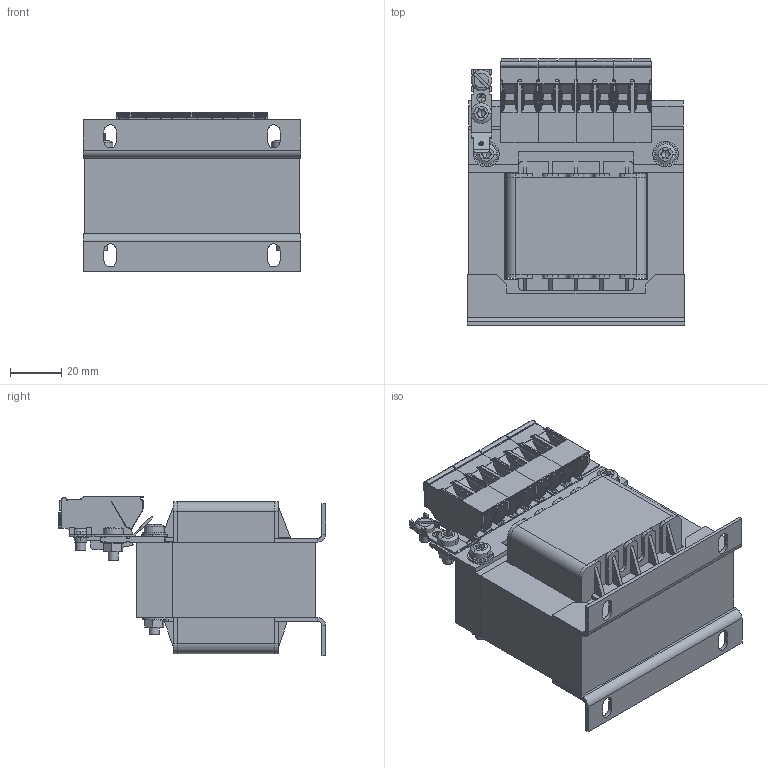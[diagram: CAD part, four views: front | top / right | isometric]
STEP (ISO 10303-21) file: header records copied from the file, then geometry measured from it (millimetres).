
FILE_DESCRIPTION (( 'STEP AP214' ), '1' );
FILE_NAME ('146179.STEP', '2020-05-28T20:15:38', ( '' ), ( '' ), 'SwSTEP 2.0', 'SolidWorks 2018', '' );
FILE_SCHEMA (( 'AUTOMOTIVE_DESIGN' ));
Length unit declared in the file: millimetre
Products named in the file (1): 146179
Bounding box: 85 x 104.5 x 62.5 mm (x, y, z)
Volume: 269653.1 mm3; surface area: 69435.3 mm2
Topology: 2 solids, 2 shells, 3450 faces, 9419 edges, 5862 vertices
Faces by surface type: plane 2137, cylinder 915, bspline 305, cone 44, torus 43, sphere 6
Entity records: 122867 total; most frequent: CARTESIAN_POINT 32328, ORIENTED_EDGE 18726, DIRECTION 15849, EDGE_CURVE 9363, VECTOR 6543, LINE 6543, VERTEX_POINT 5862, AXIS2_PLACEMENT_3D 4653
